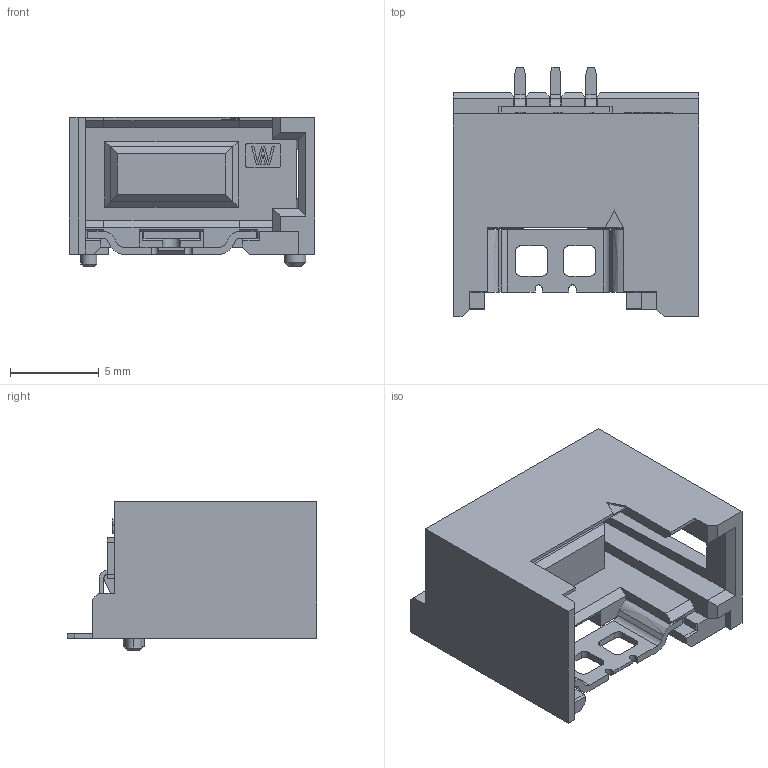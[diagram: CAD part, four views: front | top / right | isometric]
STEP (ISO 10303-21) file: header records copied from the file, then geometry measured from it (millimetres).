
FILE_DESCRIPTION( ('This file contains a STEP AP42 implementation' ,'as created by ZW3D STEP Interface translator.') ,'2;1' );
FILE_NAME( '5372-1Z03XXBX01.stp' ,'2312 4.11 938', (''), ('ZWCAD Software Co.'), 'Version 1.0', 'ZW3D to STEP translator', '' );
FILE_SCHEMA(('AUTOMOTIVE_DESIGN { 1 0 10303 214 1 1 1 1 }'));
Length unit declared in the file: millimetre
Products named in the file (2): 0; 5372-1Z03XXBX01.stpWZH
Bounding box: 13.8 x 14.05 x 8.4 mm (x, y, z)
Volume: 540.5 mm3; surface area: 1160.2 mm2
Topology: 1 solids, 1 shells, 489 faces, 1366 edges, 894 vertices
Faces by surface type: plane 405, bspline 64, cylinder 15, cone 5
Entity records: 16534 total; most frequent: CARTESIAN_POINT 3716, ORIENTED_EDGE 2732, DIRECTION 2237, EDGE_CURVE 1366, VECTOR 1199, LINE 1199, VERTEX_POINT 894, AXIS2_PLACEMENT_3D 519
